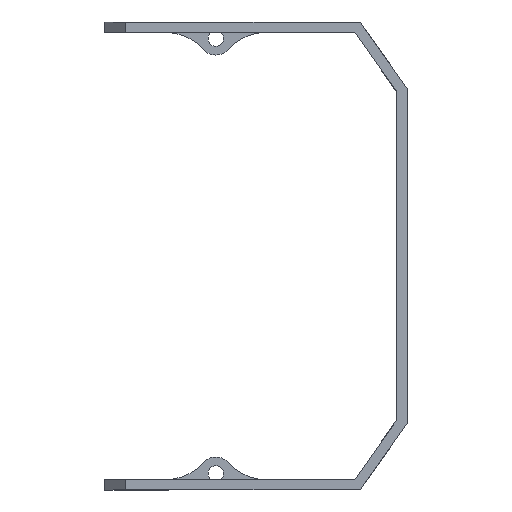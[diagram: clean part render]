
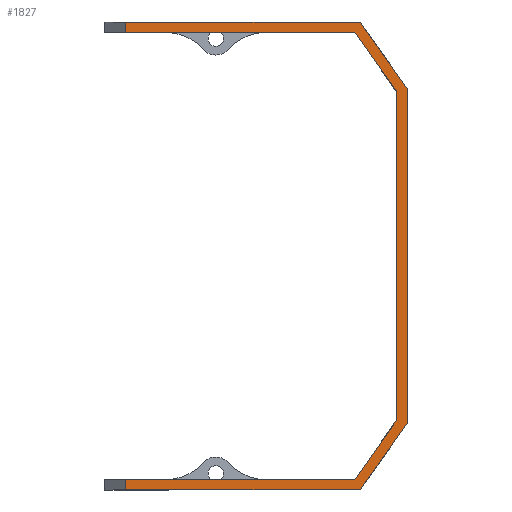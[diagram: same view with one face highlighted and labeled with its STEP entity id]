
A CAD part, top view. The second image highlights one B-rep face of the part: STEP entity #1827.
In plain terms, the highlighted planar face has unit normal (0, 0, 1).
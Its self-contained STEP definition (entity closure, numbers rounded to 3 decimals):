
#4 = VECTOR ( 'NONE', #729, 1000. ) ;
#11 = EDGE_CURVE ( 'NONE', #904, #485, #1594, .T. ) ;
#32 = CARTESIAN_POINT ( 'NONE',  ( 245.235, 74.342, 14. ) ) ;
#53 = ORIENTED_EDGE ( 'NONE', *, *, #711, .T. ) ;
#69 = VECTOR ( 'NONE', #2678, 1000. ) ;
#70 = ORIENTED_EDGE ( 'NONE', *, *, #1669, .T. ) ;
#91 = VERTEX_POINT ( 'NONE', #3111 ) ;
#92 = PLANE ( 'NONE',  #1535 ) ;
#138 = VECTOR ( 'NONE', #176, 1000. ) ;
#148 = VERTEX_POINT ( 'NONE', #667 ) ;
#176 = DIRECTION ( 'NONE',  ( -0.573, 0.819, 0. ) ) ;
#196 = CARTESIAN_POINT ( 'NONE',  ( 238.174, 87.916, 14. ) ) ;
#229 = LINE ( 'NONE', #1415, #1058 ) ;
#253 = CARTESIAN_POINT ( 'NONE',  ( 0., -0.916, 14. ) ) ;
#322 = EDGE_CURVE ( 'NONE', #425, #1386, #1717, .T. ) ;
#341 = EDGE_CURVE ( 'NONE', #697, #148, #507, .T. ) ;
#349 = ORIENTED_EDGE ( 'NONE', *, *, #2376, .T. ) ;
#358 = VECTOR ( 'NONE', #777, 1000. ) ;
#363 = CARTESIAN_POINT ( 'NONE',  ( 199.513, 139.659, 14. ) ) ;
#378 = LINE ( 'NONE', #587, #917 ) ;
#425 = VERTEX_POINT ( 'NONE', #3032 ) ;
#461 = CARTESIAN_POINT ( 'NONE',  ( 192.601, -2.916, 14. ) ) ;
#485 = VERTEX_POINT ( 'NONE', #563 ) ;
#507 = LINE ( 'NONE', #2008, #4 ) ;
#563 = CARTESIAN_POINT ( 'NONE',  ( 238.174, -2.916, 14. ) ) ;
#587 = CARTESIAN_POINT ( 'NONE',  ( 0., 87.916, 14. ) ) ;
#604 = DIRECTION ( 'NONE',  ( 1., 0., 0. ) ) ;
#611 = CARTESIAN_POINT ( 'NONE',  ( 0., 85.916, 14. ) ) ;
#663 = ORIENTED_EDGE ( 'NONE', *, *, #1982, .T. ) ;
#667 = CARTESIAN_POINT ( 'NONE',  ( 192.601, 85.916, 14. ) ) ;
#682 = ORIENTED_EDGE ( 'NONE', *, *, #1841, .F. ) ;
#687 = DIRECTION ( 'NONE',  ( 1., 0., 0. ) ) ;
#697 = VERTEX_POINT ( 'NONE', #890 ) ;
#711 = EDGE_CURVE ( 'NONE', #2405, #697, #378, .T. ) ;
#720 = VECTOR ( 'NONE', #1348, 1000. ) ;
#729 = DIRECTION ( 'NONE',  ( 0., -1., 0. ) ) ;
#777 = DIRECTION ( 'NONE',  ( 0.573, 0.819, 0. ) ) ;
#806 = CARTESIAN_POINT ( 'NONE',  ( 247.235, 74.972, 14. ) ) ;
#821 = LINE ( 'NONE', #611, #1838 ) ;
#838 = ORIENTED_EDGE ( 'NONE', *, *, #322, .F. ) ;
#890 = CARTESIAN_POINT ( 'NONE',  ( 192.601, 87.916, 14. ) ) ;
#904 = VERTEX_POINT ( 'NONE', #2489 ) ;
#917 = VECTOR ( 'NONE', #1363, 1000. ) ;
#931 = LINE ( 'NONE', #461, #1565 ) ;
#935 = CARTESIAN_POINT ( 'NONE',  ( 0., -2.916, 14. ) ) ;
#962 = VERTEX_POINT ( 'NONE', #32 ) ;
#963 = CARTESIAN_POINT ( 'NONE',  ( 245.235, 10.658, 14. ) ) ;
#1036 = DIRECTION ( 'NONE',  ( 0., -1., 0. ) ) ;
#1058 = VECTOR ( 'NONE', #2960, 1000. ) ;
#1068 = CARTESIAN_POINT ( 'NONE',  ( 0., 0., 14. ) ) ;
#1107 = DIRECTION ( 'NONE',  ( 1., 0., 0. ) ) ;
#1129 = EDGE_LOOP ( 'NONE', ( #53, #1945, #349, #682, #2416, #838, #2169, #1979, #663, #2119, #2125, #70 ) ) ;
#1348 = DIRECTION ( 'NONE',  ( -0.573, -0.819, 0. ) ) ;
#1363 = DIRECTION ( 'NONE',  ( -1., 0., 0. ) ) ;
#1386 = VERTEX_POINT ( 'NONE', #963 ) ;
#1415 = CARTESIAN_POINT ( 'NONE',  ( 201.151, 140.806, 14. ) ) ;
#1440 = CARTESIAN_POINT ( 'NONE',  ( 247.235, 0., 14. ) ) ;
#1535 = AXIS2_PLACEMENT_3D ( 'NONE', #1068, #1763, #604 ) ;
#1565 = VECTOR ( 'NONE', #1036, 1000. ) ;
#1580 = VECTOR ( 'NONE', #2756, 1000. ) ;
#1594 = LINE ( 'NONE', #3000, #720 ) ;
#1669 = EDGE_CURVE ( 'NONE', #3128, #2405, #229, .T. ) ;
#1717 = LINE ( 'NONE', #2723, #358 ) ;
#1755 = LINE ( 'NONE', #1440, #69 ) ;
#1763 = DIRECTION ( 'NONE',  ( 0., 0., 1. ) ) ;
#1827 = ADVANCED_FACE ( 'NONE', ( #2303 ), #92, .T. ) ;
#1838 = VECTOR ( 'NONE', #1107, 1000. ) ;
#1841 = EDGE_CURVE ( 'NONE', #962, #2993, #2873, .T. ) ;
#1922 = LINE ( 'NONE', #935, #3080 ) ;
#1945 = ORIENTED_EDGE ( 'NONE', *, *, #341, .T. ) ;
#1979 = ORIENTED_EDGE ( 'NONE', *, *, #2650, .T. ) ;
#1982 = EDGE_CURVE ( 'NONE', #91, #485, #1922, .T. ) ;
#2008 = CARTESIAN_POINT ( 'NONE',  ( 192.601, 0., 14. ) ) ;
#2078 = VECTOR ( 'NONE', #3137, 1000. ) ;
#2119 = ORIENTED_EDGE ( 'NONE', *, *, #11, .F. ) ;
#2125 = ORIENTED_EDGE ( 'NONE', *, *, #2984, .T. ) ;
#2169 = ORIENTED_EDGE ( 'NONE', *, *, #2196, .F. ) ;
#2196 = EDGE_CURVE ( 'NONE', #2198, #425, #2709, .T. ) ;
#2198 = VERTEX_POINT ( 'NONE', #2270 ) ;
#2238 = CARTESIAN_POINT ( 'NONE',  ( 237.133, 85.916, 14. ) ) ;
#2270 = CARTESIAN_POINT ( 'NONE',  ( 192.601, -0.916, 14. ) ) ;
#2303 = FACE_OUTER_BOUND ( 'NONE', #1129, .T. ) ;
#2376 = EDGE_CURVE ( 'NONE', #148, #2993, #821, .T. ) ;
#2405 = VERTEX_POINT ( 'NONE', #196 ) ;
#2416 = ORIENTED_EDGE ( 'NONE', *, *, #2852, .F. ) ;
#2489 = CARTESIAN_POINT ( 'NONE',  ( 247.235, 10.028, 14. ) ) ;
#2642 = CARTESIAN_POINT ( 'NONE',  ( 245.235, 0., 14. ) ) ;
#2650 = EDGE_CURVE ( 'NONE', #2198, #91, #931, .T. ) ;
#2678 = DIRECTION ( 'NONE',  ( 0., 1., 0. ) ) ;
#2709 = LINE ( 'NONE', #253, #1580 ) ;
#2723 = CARTESIAN_POINT ( 'NONE',  ( 159.58, -111.706, 14. ) ) ;
#2756 = DIRECTION ( 'NONE',  ( 1., 0., 0. ) ) ;
#2852 = EDGE_CURVE ( 'NONE', #1386, #962, #3108, .T. ) ;
#2873 = LINE ( 'NONE', #363, #138 ) ;
#2960 = DIRECTION ( 'NONE',  ( -0.573, 0.819, 0. ) ) ;
#2984 = EDGE_CURVE ( 'NONE', #904, #3128, #1755, .T. ) ;
#2993 = VERTEX_POINT ( 'NONE', #2238 ) ;
#3000 = CARTESIAN_POINT ( 'NONE',  ( 161.218, -112.853, 14. ) ) ;
#3032 = CARTESIAN_POINT ( 'NONE',  ( 237.133, -0.916, 14. ) ) ;
#3080 = VECTOR ( 'NONE', #687, 1000. ) ;
#3108 = LINE ( 'NONE', #2642, #2078 ) ;
#3111 = CARTESIAN_POINT ( 'NONE',  ( 192.601, -2.916, 14. ) ) ;
#3128 = VERTEX_POINT ( 'NONE', #806 ) ;
#3137 = DIRECTION ( 'NONE',  ( 0., 1., 0. ) ) ;
